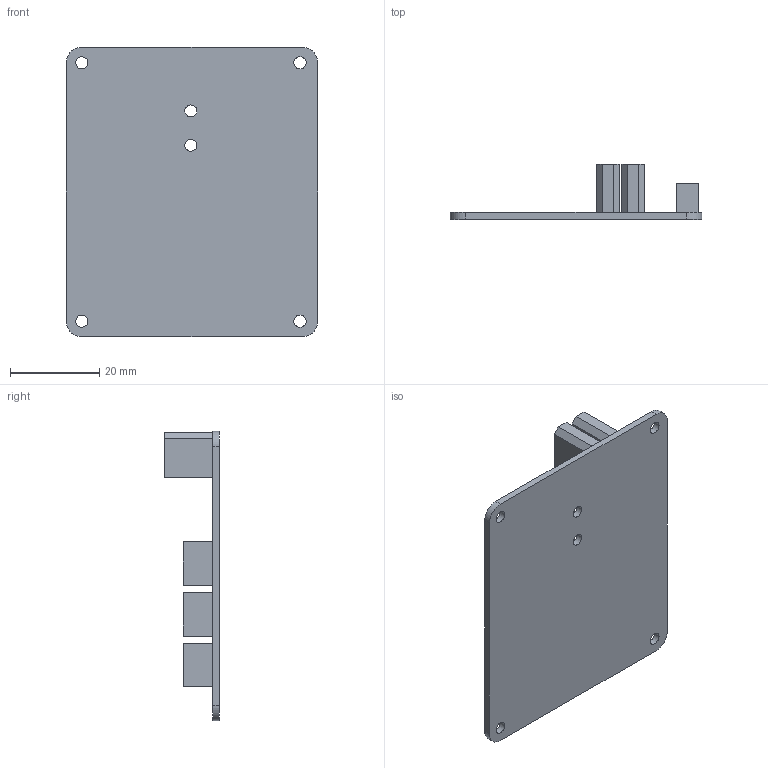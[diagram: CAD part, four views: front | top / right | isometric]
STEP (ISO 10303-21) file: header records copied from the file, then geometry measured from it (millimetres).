
FILE_DESCRIPTION(/* description */ (''),/* implementation_level */ '2;1');
FILE_NAME(/* name */ '20210424-pi3hat-r4-4-mechanical.step',/* time_stamp */ '2021-04-24T08:01:05-04:00',/* author */ (''),/* organization */ (''),/* preprocessor_version */ 'ST-DEVELOPER v18.1',/* originating_system */ 'Autodesk Translation Framework v10.6.0.1341',/* authorisation */ '');
FILE_SCHEMA (('AUTOMOTIVE_DESIGN { 1 0 10303 214 3 1 1 }'));
Length unit declared in the file: millimetre
Products named in the file (1): pi3hat
Bounding box: 56.5 x 12.3 x 65 mm (x, y, z)
Volume: 8143.7 mm3; surface area: 9290.9 mm2
Topology: 1 solids, 1 shells, 55 faces, 138 edges, 92 vertices
Faces by surface type: plane 45, cylinder 10
Full cylindrical faces by diameter (mm): 2.7 x2, 2.75 x4
Entity records: 1689 total; most frequent: CARTESIAN_POINT 286, ORIENTED_EDGE 276, DIRECTION 270, EDGE_CURVE 138, LINE 118, VECTOR 118, VERTEX_POINT 92, AXIS2_PLACEMENT_3D 76
